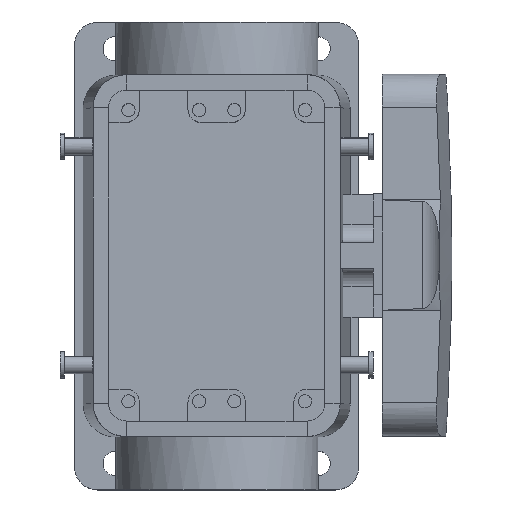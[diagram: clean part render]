
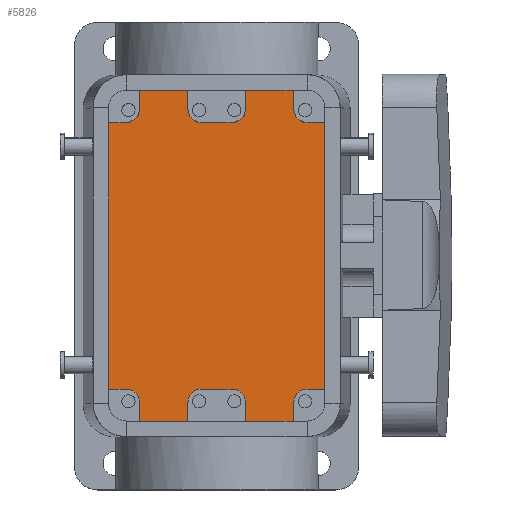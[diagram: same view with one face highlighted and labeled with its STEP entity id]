
A CAD part, top view. The second image highlights one B-rep face of the part: STEP entity #5826.
In plain terms, the highlighted planar face has unit normal (0, 0, 1).
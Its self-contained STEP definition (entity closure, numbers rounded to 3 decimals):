
#733=AXIS2_PLACEMENT_3D('Circle Axis2P3D',#731,#732,$) ;
#1505=AXIS2_PLACEMENT_3D('Circle Axis2P3D',#1503,#1504,$) ;
#1961=AXIS2_PLACEMENT_3D('Circle Axis2P3D',#1959,#1960,$) ;
#4699=AXIS2_PLACEMENT_3D('Circle Axis2P3D',#4697,#4698,$) ;
#4747=AXIS2_PLACEMENT_3D('Circle Axis2P3D',#4745,#4746,$) ;
#4790=AXIS2_PLACEMENT_3D('Circle Axis2P3D',#4788,#4789,$) ;
#5081=AXIS2_PLACEMENT_3D('Circle Axis2P3D',#5079,#5080,$) ;
#5696=AXIS2_PLACEMENT_3D('Circle Axis2P3D',#5694,#5695,$) ;
#5794=AXIS2_PLACEMENT_3D('Plane Axis2P3D',#5791,#5792,#5793) ;
#166=CARTESIAN_POINT('Vertex',(29.,15.5,5.5)) ;
#169=CARTESIAN_POINT('Line Origine',(23.5,15.5,5.5)) ;
#173=CARTESIAN_POINT('Vertex',(18.,15.5,5.5)) ;
#222=CARTESIAN_POINT('Vertex',(53.,15.5,5.5)) ;
#225=CARTESIAN_POINT('Line Origine',(47.5,15.5,5.5)) ;
#229=CARTESIAN_POINT('Vertex',(42.,15.5,5.5)) ;
#422=CARTESIAN_POINT('Vertex',(29.,19.75,5.5)) ;
#425=CARTESIAN_POINT('Line Origine',(29.,17.625,5.5)) ;
#610=CARTESIAN_POINT('Line Origine',(53.,17.625,5.5)) ;
#614=CARTESIAN_POINT('Vertex',(53.,19.75,5.5)) ;
#728=CARTESIAN_POINT('Vertex',(32.,22.75,5.5)) ;
#731=CARTESIAN_POINT('Axis2P3D Location',(32.,19.75,5.5)) ;
#763=CARTESIAN_POINT('Vertex',(11.,22.75,5.5)) ;
#766=CARTESIAN_POINT('Line Origine',(11.,53.,5.5)) ;
#770=CARTESIAN_POINT('Vertex',(11.,83.25,5.5)) ;
#1503=CARTESIAN_POINT('Axis2P3D Location',(56.,19.75,5.5)) ;
#1507=CARTESIAN_POINT('Vertex',(56.,22.75,5.5)) ;
#1550=CARTESIAN_POINT('Vertex',(39.,22.75,5.5)) ;
#1553=CARTESIAN_POINT('Line Origine',(35.5,22.75,5.5)) ;
#1930=CARTESIAN_POINT('Vertex',(60.,22.75,5.5)) ;
#1933=CARTESIAN_POINT('Line Origine',(58.,22.75,5.5)) ;
#1956=CARTESIAN_POINT('Vertex',(42.,19.75,5.5)) ;
#1959=CARTESIAN_POINT('Axis2P3D Location',(39.,19.75,5.5)) ;
#1991=CARTESIAN_POINT('Vertex',(18.,86.25,5.5)) ;
#1994=CARTESIAN_POINT('Line Origine',(18.,88.375,5.5)) ;
#1998=CARTESIAN_POINT('Vertex',(18.,90.5,5.5)) ;
#2523=CARTESIAN_POINT('Vertex',(53.,90.5,5.5)) ;
#2526=CARTESIAN_POINT('Line Origine',(53.,88.375,5.5)) ;
#2530=CARTESIAN_POINT('Vertex',(53.,86.25,5.5)) ;
#2558=CARTESIAN_POINT('Vertex',(29.,90.5,5.5)) ;
#2561=CARTESIAN_POINT('Line Origine',(29.,88.375,5.5)) ;
#2565=CARTESIAN_POINT('Vertex',(29.,86.25,5.5)) ;
#4697=CARTESIAN_POINT('Axis2P3D Location',(32.,86.25,5.5)) ;
#4701=CARTESIAN_POINT('Vertex',(32.,83.25,5.5)) ;
#4725=CARTESIAN_POINT('Vertex',(39.,83.25,5.5)) ;
#4728=CARTESIAN_POINT('Line Origine',(35.5,83.25,5.5)) ;
#4745=CARTESIAN_POINT('Axis2P3D Location',(39.,86.25,5.5)) ;
#4749=CARTESIAN_POINT('Vertex',(42.,86.25,5.5)) ;
#4764=CARTESIAN_POINT('Line Origine',(42.,88.375,5.5)) ;
#4768=CARTESIAN_POINT('Vertex',(42.,90.5,5.5)) ;
#4788=CARTESIAN_POINT('Axis2P3D Location',(56.,86.25,5.5)) ;
#4792=CARTESIAN_POINT('Vertex',(56.,83.25,5.5)) ;
#4807=CARTESIAN_POINT('Line Origine',(58.,83.25,5.5)) ;
#4811=CARTESIAN_POINT('Vertex',(60.,83.25,5.5)) ;
#5079=CARTESIAN_POINT('Axis2P3D Location',(15.,86.25,5.5)) ;
#5083=CARTESIAN_POINT('Vertex',(15.,83.25,5.5)) ;
#5412=CARTESIAN_POINT('Line Origine',(13.,83.25,5.5)) ;
#5446=CARTESIAN_POINT('Line Origine',(60.,53.,5.5)) ;
#5491=CARTESIAN_POINT('Line Origine',(47.5,90.5,5.5)) ;
#5508=CARTESIAN_POINT('Line Origine',(23.5,90.5,5.5)) ;
#5694=CARTESIAN_POINT('Axis2P3D Location',(15.,19.75,5.5)) ;
#5698=CARTESIAN_POINT('Vertex',(18.,19.75,5.5)) ;
#5700=CARTESIAN_POINT('Vertex',(15.,22.75,5.5)) ;
#5720=CARTESIAN_POINT('Line Origine',(13.,22.75,5.5)) ;
#5732=CARTESIAN_POINT('Line Origine',(42.,17.625,5.5)) ;
#5779=CARTESIAN_POINT('Line Origine',(18.,17.625,5.5)) ;
#5791=CARTESIAN_POINT('Axis2P3D Location',(35.5,53.,5.5)) ;
#170=DIRECTION('Vector Direction',(1.,0.,0.)) ;
#226=DIRECTION('Vector Direction',(1.,0.,0.)) ;
#426=DIRECTION('Vector Direction',(0.,-1.,0.)) ;
#611=DIRECTION('Vector Direction',(0.,-1.,0.)) ;
#732=DIRECTION('Axis2P3D Direction',(0.,0.,-1.)) ;
#767=DIRECTION('Vector Direction',(0.,1.,0.)) ;
#1504=DIRECTION('Axis2P3D Direction',(0.,0.,-1.)) ;
#1554=DIRECTION('Vector Direction',(1.,0.,0.)) ;
#1934=DIRECTION('Vector Direction',(1.,0.,0.)) ;
#1960=DIRECTION('Axis2P3D Direction',(0.,0.,-1.)) ;
#1995=DIRECTION('Vector Direction',(0.,1.,0.)) ;
#2527=DIRECTION('Vector Direction',(0.,1.,0.)) ;
#2562=DIRECTION('Vector Direction',(0.,1.,0.)) ;
#4698=DIRECTION('Axis2P3D Direction',(0.,-0.,-1.)) ;
#4729=DIRECTION('Vector Direction',(1.,0.,0.)) ;
#4746=DIRECTION('Axis2P3D Direction',(0.,-0.,-1.)) ;
#4765=DIRECTION('Vector Direction',(0.,1.,0.)) ;
#4789=DIRECTION('Axis2P3D Direction',(0.,-0.,-1.)) ;
#4808=DIRECTION('Vector Direction',(1.,0.,0.)) ;
#5080=DIRECTION('Axis2P3D Direction',(0.,-0.,-1.)) ;
#5413=DIRECTION('Vector Direction',(-1.,0.,0.)) ;
#5447=DIRECTION('Vector Direction',(0.,-1.,0.)) ;
#5492=DIRECTION('Vector Direction',(-1.,0.,0.)) ;
#5509=DIRECTION('Vector Direction',(-1.,0.,0.)) ;
#5695=DIRECTION('Axis2P3D Direction',(0.,0.,-1.)) ;
#5721=DIRECTION('Vector Direction',(-1.,0.,0.)) ;
#5733=DIRECTION('Vector Direction',(0.,-1.,0.)) ;
#5780=DIRECTION('Vector Direction',(0.,-1.,0.)) ;
#5792=DIRECTION('Axis2P3D Direction',(-0.,0.,1.)) ;
#5793=DIRECTION('Axis2P3D XDirection',(0.,-1.,0.)) ;
#171=VECTOR('Line Direction',#170,1.) ;
#227=VECTOR('Line Direction',#226,1.) ;
#427=VECTOR('Line Direction',#426,1.) ;
#612=VECTOR('Line Direction',#611,1.) ;
#768=VECTOR('Line Direction',#767,1.) ;
#1555=VECTOR('Line Direction',#1554,1.) ;
#1935=VECTOR('Line Direction',#1934,1.) ;
#1996=VECTOR('Line Direction',#1995,1.) ;
#2528=VECTOR('Line Direction',#2527,1.) ;
#2563=VECTOR('Line Direction',#2562,1.) ;
#4730=VECTOR('Line Direction',#4729,1.) ;
#4766=VECTOR('Line Direction',#4765,1.) ;
#4809=VECTOR('Line Direction',#4808,1.) ;
#5414=VECTOR('Line Direction',#5413,1.) ;
#5448=VECTOR('Line Direction',#5447,1.) ;
#5493=VECTOR('Line Direction',#5492,1.) ;
#5510=VECTOR('Line Direction',#5509,1.) ;
#5722=VECTOR('Line Direction',#5721,1.) ;
#5734=VECTOR('Line Direction',#5733,1.) ;
#5781=VECTOR('Line Direction',#5780,1.) ;
#5797=ORIENTED_EDGE('',*,*,#1963,.F.) ;
#5798=ORIENTED_EDGE('',*,*,#5736,.T.) ;
#5799=ORIENTED_EDGE('',*,*,#231,.T.) ;
#5800=ORIENTED_EDGE('',*,*,#616,.F.) ;
#5801=ORIENTED_EDGE('',*,*,#1509,.F.) ;
#5802=ORIENTED_EDGE('',*,*,#1937,.T.) ;
#5803=ORIENTED_EDGE('',*,*,#5450,.T.) ;
#5804=ORIENTED_EDGE('',*,*,#4813,.F.) ;
#5805=ORIENTED_EDGE('',*,*,#4794,.F.) ;
#5806=ORIENTED_EDGE('',*,*,#2532,.T.) ;
#5807=ORIENTED_EDGE('',*,*,#5495,.T.) ;
#5808=ORIENTED_EDGE('',*,*,#4770,.F.) ;
#5809=ORIENTED_EDGE('',*,*,#4751,.F.) ;
#5810=ORIENTED_EDGE('',*,*,#4732,.F.) ;
#5811=ORIENTED_EDGE('',*,*,#4703,.F.) ;
#5812=ORIENTED_EDGE('',*,*,#2567,.T.) ;
#5813=ORIENTED_EDGE('',*,*,#5512,.T.) ;
#5814=ORIENTED_EDGE('',*,*,#2000,.F.) ;
#5815=ORIENTED_EDGE('',*,*,#5085,.F.) ;
#5816=ORIENTED_EDGE('',*,*,#5416,.T.) ;
#5817=ORIENTED_EDGE('',*,*,#772,.T.) ;
#5818=ORIENTED_EDGE('',*,*,#5724,.F.) ;
#5819=ORIENTED_EDGE('',*,*,#5702,.F.) ;
#5820=ORIENTED_EDGE('',*,*,#5783,.T.) ;
#5821=ORIENTED_EDGE('',*,*,#175,.T.) ;
#5822=ORIENTED_EDGE('',*,*,#429,.F.) ;
#5823=ORIENTED_EDGE('',*,*,#735,.F.) ;
#5824=ORIENTED_EDGE('',*,*,#1557,.T.) ;
#5826=ADVANCED_FACE('Hauptk\X2\00F6\X0\rper',(#5825),#5795,.T.) ;
#734=CIRCLE('generated circle',#733,3.) ;
#1506=CIRCLE('generated circle',#1505,3.) ;
#1962=CIRCLE('generated circle',#1961,3.) ;
#4700=CIRCLE('generated circle',#4699,3.) ;
#4748=CIRCLE('generated circle',#4747,3.) ;
#4791=CIRCLE('generated circle',#4790,3.) ;
#5082=CIRCLE('generated circle',#5081,3.) ;
#5697=CIRCLE('generated circle',#5696,3.) ;
#175=EDGE_CURVE('',#174,#167,#172,.T.) ;
#231=EDGE_CURVE('',#230,#223,#228,.T.) ;
#429=EDGE_CURVE('',#423,#167,#428,.T.) ;
#616=EDGE_CURVE('',#615,#223,#613,.T.) ;
#735=EDGE_CURVE('',#729,#423,#734,.F.) ;
#772=EDGE_CURVE('',#771,#764,#769,.F.) ;
#1509=EDGE_CURVE('',#1508,#615,#1506,.F.) ;
#1557=EDGE_CURVE('',#729,#1551,#1556,.T.) ;
#1937=EDGE_CURVE('',#1508,#1931,#1936,.T.) ;
#1963=EDGE_CURVE('',#1957,#1551,#1962,.F.) ;
#2000=EDGE_CURVE('',#1992,#1999,#1997,.T.) ;
#2532=EDGE_CURVE('',#2531,#2524,#2529,.T.) ;
#2567=EDGE_CURVE('',#2566,#2559,#2564,.T.) ;
#4703=EDGE_CURVE('',#2566,#4702,#4700,.F.) ;
#4732=EDGE_CURVE('',#4702,#4726,#4731,.T.) ;
#4751=EDGE_CURVE('',#4726,#4750,#4748,.F.) ;
#4770=EDGE_CURVE('',#4750,#4769,#4767,.T.) ;
#4794=EDGE_CURVE('',#2531,#4793,#4791,.F.) ;
#4813=EDGE_CURVE('',#4793,#4812,#4810,.T.) ;
#5085=EDGE_CURVE('',#5084,#1992,#5082,.F.) ;
#5416=EDGE_CURVE('',#5084,#771,#5415,.T.) ;
#5450=EDGE_CURVE('',#1931,#4812,#5449,.F.) ;
#5495=EDGE_CURVE('',#2524,#4769,#5494,.T.) ;
#5512=EDGE_CURVE('',#2559,#1999,#5511,.T.) ;
#5702=EDGE_CURVE('',#5699,#5701,#5697,.F.) ;
#5724=EDGE_CURVE('',#5701,#764,#5723,.T.) ;
#5736=EDGE_CURVE('',#1957,#230,#5735,.T.) ;
#5783=EDGE_CURVE('',#5699,#174,#5782,.T.) ;
#5796=EDGE_LOOP('',(#5797,#5798,#5799,#5800,#5801,#5802,#5803,#5804,#5805,#5806,#5807,#5808,#5809,#5810,#5811,#5812,#5813,#5814,#5815,#5816,#5817,#5818,#5819,#5820,#5821,#5822,#5823,#5824)) ;
#5825=FACE_OUTER_BOUND('',#5796,.T.) ;
#172=LINE('Line',#169,#171) ;
#228=LINE('Line',#225,#227) ;
#428=LINE('Line',#425,#427) ;
#613=LINE('Line',#610,#612) ;
#769=LINE('Line',#766,#768) ;
#1556=LINE('Line',#1553,#1555) ;
#1936=LINE('Line',#1933,#1935) ;
#1997=LINE('Line',#1994,#1996) ;
#2529=LINE('Line',#2526,#2528) ;
#2564=LINE('Line',#2561,#2563) ;
#4731=LINE('Line',#4728,#4730) ;
#4767=LINE('Line',#4764,#4766) ;
#4810=LINE('Line',#4807,#4809) ;
#5415=LINE('Line',#5412,#5414) ;
#5449=LINE('Line',#5446,#5448) ;
#5494=LINE('Line',#5491,#5493) ;
#5511=LINE('Line',#5508,#5510) ;
#5723=LINE('Line',#5720,#5722) ;
#5735=LINE('Line',#5732,#5734) ;
#5782=LINE('Line',#5779,#5781) ;
#5795=PLANE('',#5794) ;
#167=VERTEX_POINT('',#166) ;
#174=VERTEX_POINT('',#173) ;
#223=VERTEX_POINT('',#222) ;
#230=VERTEX_POINT('',#229) ;
#423=VERTEX_POINT('',#422) ;
#615=VERTEX_POINT('',#614) ;
#729=VERTEX_POINT('',#728) ;
#764=VERTEX_POINT('',#763) ;
#771=VERTEX_POINT('',#770) ;
#1508=VERTEX_POINT('',#1507) ;
#1551=VERTEX_POINT('',#1550) ;
#1931=VERTEX_POINT('',#1930) ;
#1957=VERTEX_POINT('',#1956) ;
#1992=VERTEX_POINT('',#1991) ;
#1999=VERTEX_POINT('',#1998) ;
#2524=VERTEX_POINT('',#2523) ;
#2531=VERTEX_POINT('',#2530) ;
#2559=VERTEX_POINT('',#2558) ;
#2566=VERTEX_POINT('',#2565) ;
#4702=VERTEX_POINT('',#4701) ;
#4726=VERTEX_POINT('',#4725) ;
#4750=VERTEX_POINT('',#4749) ;
#4769=VERTEX_POINT('',#4768) ;
#4793=VERTEX_POINT('',#4792) ;
#4812=VERTEX_POINT('',#4811) ;
#5084=VERTEX_POINT('',#5083) ;
#5699=VERTEX_POINT('',#5698) ;
#5701=VERTEX_POINT('',#5700) ;
